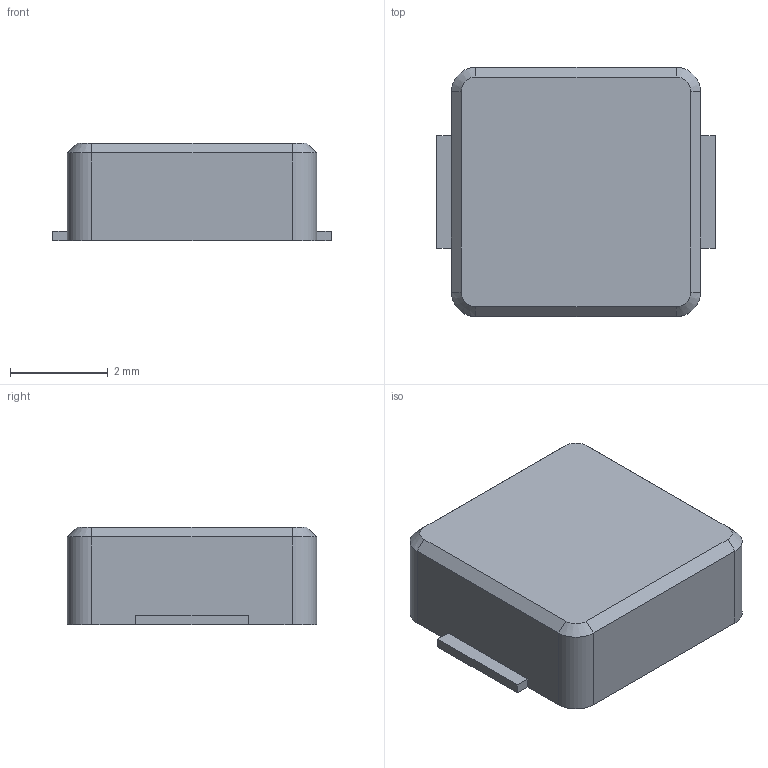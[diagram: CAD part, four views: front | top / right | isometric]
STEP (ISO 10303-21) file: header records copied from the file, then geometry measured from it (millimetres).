
FILE_DESCRIPTION (( 'STEP AP214' ), '1' );
FILE_NAME ('Ind 0502.STEP', '2020-07-17T14:01:15', ( '' ), ( '' ), 'SwSTEP 2.0', 'SolidWorks 2020', '' );
FILE_SCHEMA (( 'AUTOMOTIVE_DESIGN' ));
Length unit declared in the file: millimetre
Products named in the file (1): Ind 0502
Bounding box: 5.7 x 5.1 x 2 mm (x, y, z)
Volume: 51.5 mm3; surface area: 91.3 mm2
Topology: 1 solids, 1 shells, 26 faces, 64 edges, 40 vertices
Faces by surface type: plane 18, cylinder 4, cone 4
Entity records: 988 total; most frequent: CARTESIAN_POINT 131, DIRECTION 130, ORIENTED_EDGE 128, EDGE_CURVE 64, LINE 52, VECTOR 52, VERTEX_POINT 40, AXIS2_PLACEMENT_3D 39
